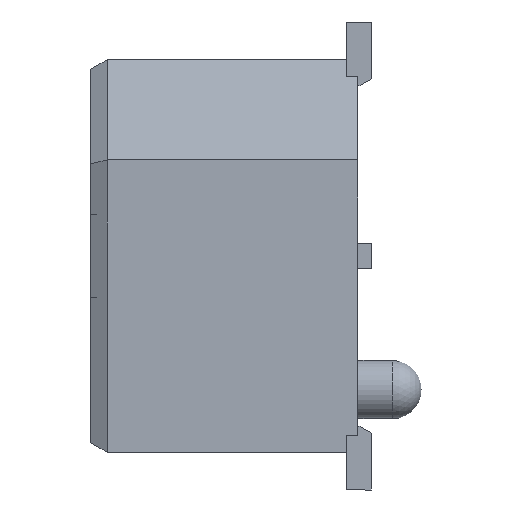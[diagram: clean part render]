
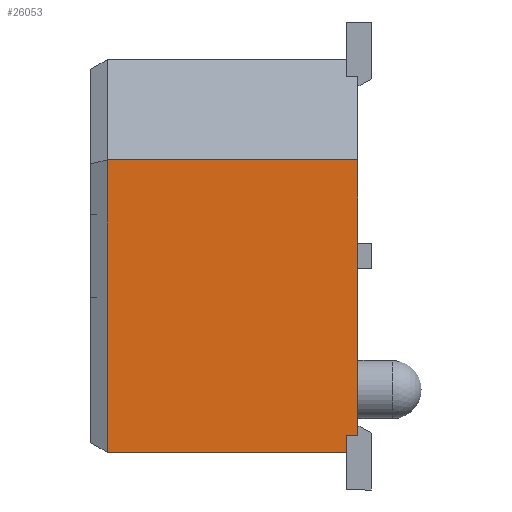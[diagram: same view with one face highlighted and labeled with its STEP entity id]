
A CAD part, left-side view. The second image highlights one B-rep face of the part: STEP entity #26053.
In plain terms, the highlighted face is planar.
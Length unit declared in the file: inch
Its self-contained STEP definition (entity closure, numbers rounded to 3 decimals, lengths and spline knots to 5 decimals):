
#187=LINE('',#35366,#3985);
#1210=LINE('',#37399,#5008);
#1212=LINE('',#37403,#5010);
#1213=LINE('',#37405,#5011);
#1214=LINE('',#37407,#5012);
#1215=LINE('',#37408,#5013);
#3985=VECTOR('',#28742,39.37008);
#5008=VECTOR('',#29953,39.37008);
#5010=VECTOR('',#29957,39.37008);
#5011=VECTOR('',#29958,39.37008);
#5012=VECTOR('',#29959,39.37008);
#5013=VECTOR('',#29960,39.37008);
#8914=ORIENTED_EDGE('',*,*,#16590,.F.);
#8915=ORIENTED_EDGE('',*,*,#15565,.T.);
#8916=ORIENTED_EDGE('',*,*,#16591,.F.);
#8917=ORIENTED_EDGE('',*,*,#16592,.F.);
#8918=ORIENTED_EDGE('',*,*,#16588,.T.);
#8919=ORIENTED_EDGE('',*,*,#16593,.F.);
#15565=EDGE_CURVE('',#19456,#19455,#187,.T.);
#16588=EDGE_CURVE('',#20372,#20371,#1210,.T.);
#16590=EDGE_CURVE('',#19456,#20373,#1212,.T.);
#16591=EDGE_CURVE('',#20374,#19455,#1213,.T.);
#16592=EDGE_CURVE('',#20372,#20374,#1214,.T.);
#16593=EDGE_CURVE('',#20373,#20371,#1215,.T.);
#19455=VERTEX_POINT('',#35365);
#19456=VERTEX_POINT('',#35367);
#20371=VERTEX_POINT('',#37398);
#20372=VERTEX_POINT('',#37400);
#20373=VERTEX_POINT('',#37404);
#20374=VERTEX_POINT('',#37406);
#22151=EDGE_LOOP('',(#8914,#8915,#8916,#8917,#8918,#8919));
#23473=FACE_BOUND('',#22151,.T.);
#24787=PLANE('',#27417);
#26053=ADVANCED_FACE('',(#23473),#24787,.F.);
#27417=AXIS2_PLACEMENT_3D('',#37402,#29955,#29956);
#28742=DIRECTION('',(0.,0.,-1.));
#29953=DIRECTION('',(0.,-1.,0.));
#29955=DIRECTION('',(-1.,0.,0.));
#29956=DIRECTION('',(0.,0.,1.));
#29957=DIRECTION('',(0.,1.,0.));
#29958=DIRECTION('',(0.,-1.,0.));
#29959=DIRECTION('',(0.,0.,-1.));
#29960=DIRECTION('',(0.,0.,1.));
#35365=CARTESIAN_POINT('',(0.7875,0.,-0.0575));
#35366=CARTESIAN_POINT('',(0.7875,0.,0.1175));
#35367=CARTESIAN_POINT('',(0.7875,0.,0.1075));
#37398=CARTESIAN_POINT('',(0.7875,0.007,0.1175));
#37399=CARTESIAN_POINT('',(0.7875,0.15,0.1175));
#37400=CARTESIAN_POINT('',(0.7875,0.15,0.1175));
#37402=CARTESIAN_POINT('',(0.7875,0.15,0.1175));
#37403=CARTESIAN_POINT('',(0.7875,0.15,0.1075));
#37404=CARTESIAN_POINT('',(0.7875,0.007,0.1075));
#37405=CARTESIAN_POINT('',(0.7875,0.15,-0.0575));
#37406=CARTESIAN_POINT('',(0.7875,0.15,-0.0575));
#37407=CARTESIAN_POINT('',(0.7875,0.15,0.1175));
#37408=CARTESIAN_POINT('',(0.7875,0.007,0.1175));
